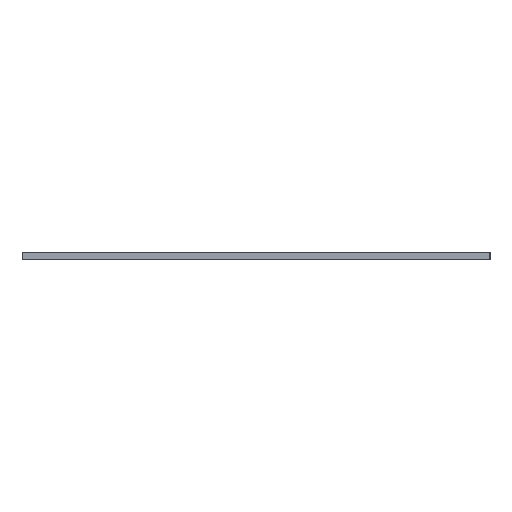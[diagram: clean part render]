
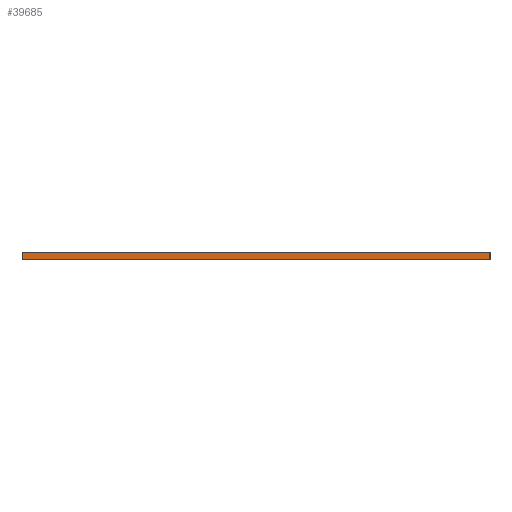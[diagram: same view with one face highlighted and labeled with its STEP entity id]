
A CAD part, left-side view. The second image highlights one B-rep face of the part: STEP entity #39685.
In plain terms, the highlighted planar face has unit normal (-1, 0, 0).
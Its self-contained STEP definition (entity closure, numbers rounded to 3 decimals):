
#7504=ORIENTED_EDGE('',*,*,#16866,.T.);
#7505=ORIENTED_EDGE('',*,*,#11255,.F.);
#7506=ORIENTED_EDGE('',*,*,#16867,.F.);
#7507=ORIENTED_EDGE('',*,*,#11260,.T.);
#11255=EDGE_CURVE('',#16871,#16868,#20615,.T.);
#11260=EDGE_CURVE('',#16875,#16874,#20620,.T.);
#16866=EDGE_CURVE('',#16874,#16868,#26226,.T.);
#16867=EDGE_CURVE('',#16875,#16871,#26227,.T.);
#16868=VERTEX_POINT('',#50944);
#16871=VERTEX_POINT('',#50949);
#16874=VERTEX_POINT('',#50959);
#16875=VERTEX_POINT('',#50961);
#20615=LINE('',#50950,#26231);
#20620=LINE('',#50960,#26236);
#26226=LINE('',#62172,#31842);
#26227=LINE('',#62173,#31843);
#26231=VECTOR('',#41582,1000.);
#26236=VECTOR('',#41591,1000.);
#31842=VECTOR('',#50935,1000.);
#31843=VECTOR('',#50936,1000.);
#33715=EDGE_LOOP('',(#7504,#7505,#7506,#7507));
#35763=FACE_BOUND('',#33715,.T.);
#37811=PLANE('',#41572);
#39685=ADVANCED_FACE('',(#35763),#37811,.F.);
#41572=AXIS2_PLACEMENT_3D('',#62171,#50933,#50934);
#41582=DIRECTION('',(0.,0.,-1.));
#41591=DIRECTION('',(0.,0.,-1.));
#50933=DIRECTION('',(1.,0.,0.));
#50934=DIRECTION('',(0.,1.,0.));
#50935=DIRECTION('',(0.,-1.,0.));
#50936=DIRECTION('',(0.,-1.,0.));
#50944=CARTESIAN_POINT('',(9.615,9.994,0.));
#50949=CARTESIAN_POINT('',(9.615,9.994,2.));
#50950=CARTESIAN_POINT('',(9.615,9.994,2.));
#50959=CARTESIAN_POINT('',(9.615,139.28,0.));
#50960=CARTESIAN_POINT('',(9.615,139.28,2.));
#50961=CARTESIAN_POINT('',(9.615,139.28,2.));
#62171=CARTESIAN_POINT('',(9.615,139.28,2.));
#62172=CARTESIAN_POINT('',(9.615,139.28,0.));
#62173=CARTESIAN_POINT('',(9.615,139.28,2.));
